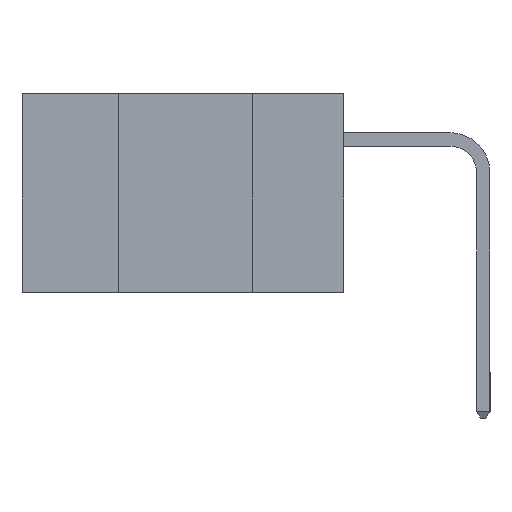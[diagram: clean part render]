
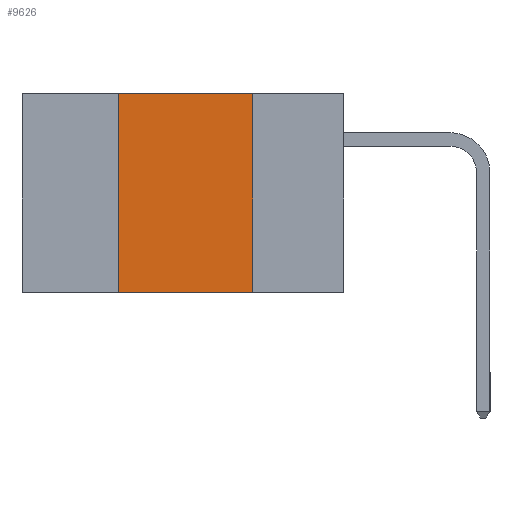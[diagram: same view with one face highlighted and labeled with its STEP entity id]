
A CAD part, left-side view. The second image highlights one B-rep face of the part: STEP entity #9626.
In plain terms, the highlighted planar face has unit normal (-1, 0, 0).
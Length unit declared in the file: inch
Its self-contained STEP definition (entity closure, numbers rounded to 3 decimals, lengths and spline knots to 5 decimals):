
#19 = EDGE_LOOP ( 'NONE', ( #4366, #14816, #6692, #989 ) ) ;
#96 = LINE ( 'NONE', #8097, #5684 ) ;
#561 = LINE ( 'NONE', #10188, #12587 ) ;
#989 = ORIENTED_EDGE ( 'NONE', *, *, #9268, .T. ) ;
#1835 = EDGE_CURVE ( 'NONE', #6212, #6619, #561, .T. ) ;
#3744 = VECTOR ( 'NONE', #8434, 39.37008 ) ;
#4007 = LINE ( 'NONE', #7511, #10117 ) ;
#4105 = EDGE_CURVE ( 'NONE', #13018, #6212, #96, .T. ) ;
#4366 = ORIENTED_EDGE ( 'NONE', *, *, #1835, .F. ) ;
#5654 = DIRECTION ( 'NONE',  ( 0., 0., -1. ) ) ;
#5684 = VECTOR ( 'NONE', #9703, 39.37008 ) ;
#5710 = EDGE_CURVE ( 'NONE', #6602, #13018, #9326, .T. ) ;
#6212 = VERTEX_POINT ( 'NONE', #7227 ) ;
#6602 = VERTEX_POINT ( 'NONE', #14581 ) ;
#6619 = VERTEX_POINT ( 'NONE', #10061 ) ;
#6692 = ORIENTED_EDGE ( 'NONE', *, *, #5710, .F. ) ;
#6892 = DIRECTION ( 'NONE',  ( 0., -1., 0. ) ) ;
#7227 = CARTESIAN_POINT ( 'NONE',  ( 0., 0.17, 0. ) ) ;
#7339 = DIRECTION ( 'NONE',  ( 1., 0., 0. ) ) ;
#7511 = CARTESIAN_POINT ( 'NONE',  ( 0., 0.6, -0.37 ) ) ;
#8097 = CARTESIAN_POINT ( 'NONE',  ( 0., 0.6, 0. ) ) ;
#8434 = DIRECTION ( 'NONE',  ( 0., 0., 1. ) ) ;
#8441 = DIRECTION ( 'NONE',  ( 0., 0., -1. ) ) ;
#9268 = EDGE_CURVE ( 'NONE', #6602, #6619, #4007, .T. ) ;
#9326 = LINE ( 'NONE', #14316, #3744 ) ;
#9626 = ADVANCED_FACE ( 'NONE', ( #11898 ), #14320, .F. ) ;
#9703 = DIRECTION ( 'NONE',  ( 0., -1., 0. ) ) ;
#10061 = CARTESIAN_POINT ( 'NONE',  ( 0., 0.17, -0.37 ) ) ;
#10117 = VECTOR ( 'NONE', #6892, 39.37008 ) ;
#10188 = CARTESIAN_POINT ( 'NONE',  ( 0., 0.17, 0. ) ) ;
#10743 = CARTESIAN_POINT ( 'NONE',  ( 0., 0.42, 0. ) ) ;
#11898 = FACE_OUTER_BOUND ( 'NONE', #19, .T. ) ;
#11980 = CARTESIAN_POINT ( 'NONE',  ( 0., 0.6, 0. ) ) ;
#12059 = AXIS2_PLACEMENT_3D ( 'NONE', #11980, #7339, #8441 ) ;
#12587 = VECTOR ( 'NONE', #5654, 39.37008 ) ;
#13018 = VERTEX_POINT ( 'NONE', #10743 ) ;
#14316 = CARTESIAN_POINT ( 'NONE',  ( 0., 0.42, 0. ) ) ;
#14320 = PLANE ( 'NONE',  #12059 ) ;
#14581 = CARTESIAN_POINT ( 'NONE',  ( 0., 0.42, -0.37 ) ) ;
#14816 = ORIENTED_EDGE ( 'NONE', *, *, #4105, .F. ) ;
